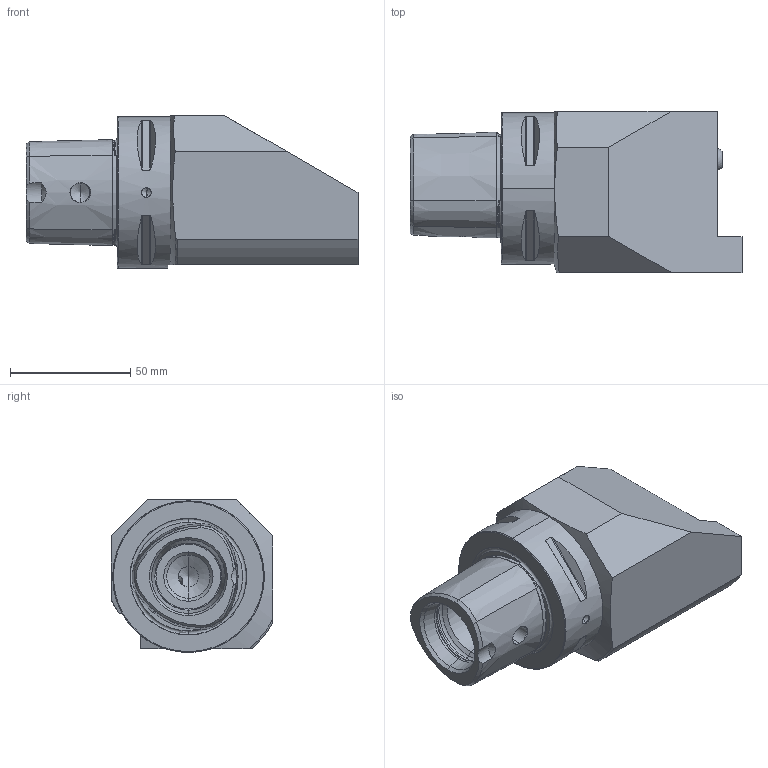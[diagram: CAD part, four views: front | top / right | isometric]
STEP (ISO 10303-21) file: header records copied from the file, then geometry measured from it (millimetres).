
FILE_DESCRIPTION (( 'STEP AP214' ), '1' );
FILE_NAME ('PS6.V20.R11.100.STEP', '2020-09-11T07:52:51', ( '' ), ( '' ), 'SwSTEP 2.0', 'SolidWorks 2017', '' );
FILE_SCHEMA (( 'AUTOMOTIVE_DESIGN' ));
Length unit declared in the file: millimetre
Products named in the file (6): ISO 4026 - M10 x 20; KU1-U12.001.010_1; PS6.V20.R11.100; PS6-V20.R11.100_A; KU1-U12.001.010_2; KU1-U12.001.010
Assembly tree (7 placements, depth 3):
  PS6.V20.R11.100
    PS6-V20.R11.100_A
    ISO 4026 - M10 x 20  x3
    KU1-U12.001.010
      KU1-U12.001.010_1
      KU1-U12.001.010_2
Bounding box: 138 x 67 x 63.5 mm (x, y, z)
Volume: 285539.6 mm3; surface area: 45426.6 mm2
Topology: 6 solids, 6 shells, 217 faces, 533 edges, 326 vertices
Faces by surface type: plane 67, cone 63, cylinder 54, torus 29, sphere 4
Entity records: 6463 total; most frequent: CARTESIAN_POINT 1733, DIRECTION 951, ORIENTED_EDGE 906, EDGE_CURVE 453, AXIS2_PLACEMENT_3D 389, VERTEX_POINT 280, EDGE_LOOP 207, CIRCLE 191
